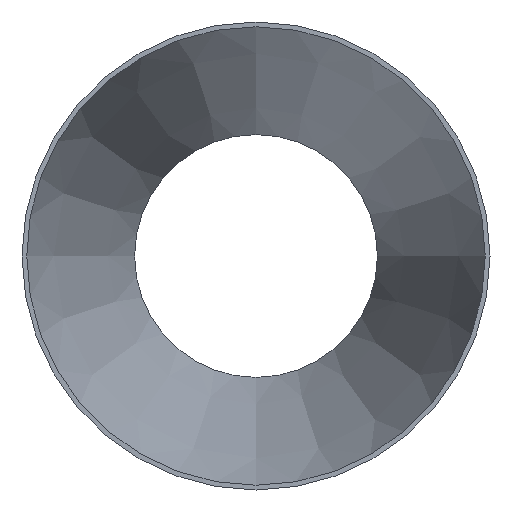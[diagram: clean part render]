
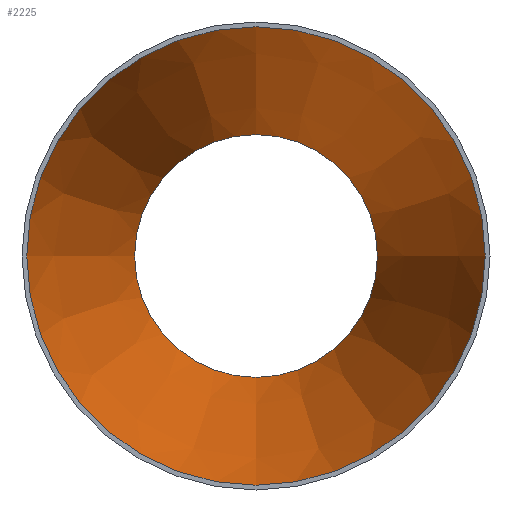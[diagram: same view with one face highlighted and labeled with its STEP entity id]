
A CAD part, front view. The second image highlights one B-rep face of the part: STEP entity #2225.
In plain terms, the highlighted conical face has half-angle 14.738 degrees and reference radius 199.064 mm.
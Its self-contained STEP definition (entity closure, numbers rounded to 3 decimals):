
#493 = AXIS2_PLACEMENT_3D ( 'NONE', #17833, #27611, #8332 ) ;
#1583 = VERTEX_POINT ( 'NONE', #16056 ) ;
#2077 = EDGE_LOOP ( 'NONE', ( #8041 ) ) ;
#2225 = ADVANCED_FACE ( 'NONE', ( #18835, #14324 ), #20670, .F. ) ;
#5367 = ORIENTED_EDGE ( 'NONE', *, *, #16496, .T. ) ;
#6525 = CIRCLE ( 'NONE', #10627, 199.064 ) ;
#6780 = DIRECTION ( 'NONE',  ( 0., -1., 0. ) ) ;
#7292 = DIRECTION ( 'NONE',  ( 0., -1., 0. ) ) ;
#8041 = ORIENTED_EDGE ( 'NONE', *, *, #18803, .F. ) ;
#8332 = DIRECTION ( 'NONE',  ( 0., 0., -1. ) ) ;
#10627 = AXIS2_PLACEMENT_3D ( 'NONE', #16618, #7292, #21582 ) ;
#14324 = FACE_OUTER_BOUND ( 'NONE', #20066, .T. ) ;
#16056 = CARTESIAN_POINT ( 'NONE',  ( 0., 356., -105.414 ) ) ;
#16496 = EDGE_CURVE ( 'NONE', #20724, #20724, #6525, .T. ) ;
#16618 = CARTESIAN_POINT ( 'NONE',  ( 0., 0., 0. ) ) ;
#16902 = DIRECTION ( 'NONE',  ( 0., 0., -1. ) ) ;
#17082 = AXIS2_PLACEMENT_3D ( 'NONE', #23629, #6780, #16902 ) ;
#17833 = CARTESIAN_POINT ( 'NONE',  ( 0., 356., 0. ) ) ;
#18803 = EDGE_CURVE ( 'NONE', #1583, #1583, #24299, .T. ) ;
#18835 = FACE_BOUND ( 'NONE', #2077, .T. ) ;
#20066 = EDGE_LOOP ( 'NONE', ( #5367 ) ) ;
#20670 = CONICAL_SURFACE ( 'NONE', #17082, 199.064, 0.257 ) ;
#20724 = VERTEX_POINT ( 'NONE', #21347 ) ;
#21347 = CARTESIAN_POINT ( 'NONE',  ( 0., 0., -199.064 ) ) ;
#21582 = DIRECTION ( 'NONE',  ( 0., 0., -1. ) ) ;
#23629 = CARTESIAN_POINT ( 'NONE',  ( 0., 0., 0. ) ) ;
#24299 = CIRCLE ( 'NONE', #493, 105.414 ) ;
#27611 = DIRECTION ( 'NONE',  ( 0., -1., 0. ) ) ;
